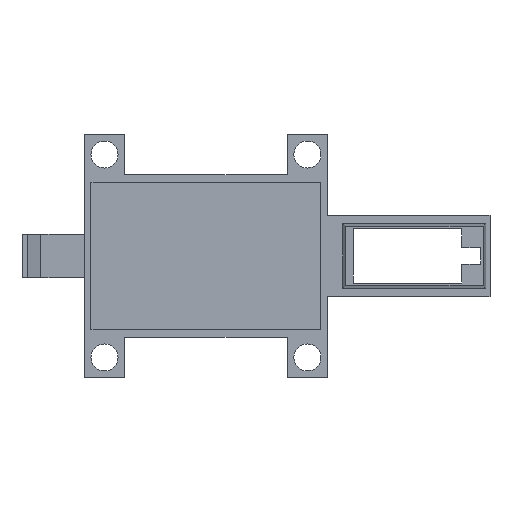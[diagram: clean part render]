
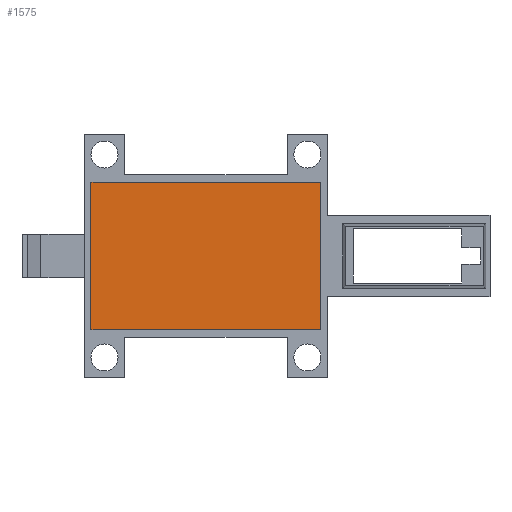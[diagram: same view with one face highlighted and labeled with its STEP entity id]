
A CAD part, left-side view. The second image highlights one B-rep face of the part: STEP entity #1575.
In plain terms, the highlighted planar face has unit normal (-1, 0, 0).
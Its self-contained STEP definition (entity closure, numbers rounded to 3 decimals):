
#1082 = VERTEX_POINT('',#1083);
#1083 = CARTESIAN_POINT('',(-1.,-10.218,-19.25));
#1089 = EDGE_CURVE('',#1082,#1090,#1092,.T.);
#1090 = VERTEX_POINT('',#1091);
#1091 = CARTESIAN_POINT('',(-1.,-95.218,-19.25));
#1092 = LINE('',#1093,#1094);
#1093 = CARTESIAN_POINT('',(-1.,-10.218,-19.25));
#1094 = VECTOR('',#1095,1.);
#1095 = DIRECTION('',(0.,-1.,0.));
#1113 = VERTEX_POINT('',#1114);
#1114 = CARTESIAN_POINT('',(-1.,-10.218,35.25));
#1120 = EDGE_CURVE('',#1113,#1082,#1121,.T.);
#1121 = LINE('',#1122,#1123);
#1122 = CARTESIAN_POINT('',(-1.,-10.218,35.25));
#1123 = VECTOR('',#1124,1.);
#1124 = DIRECTION('',(0.,0.,-1.));
#1137 = EDGE_CURVE('',#1090,#1138,#1140,.T.);
#1138 = VERTEX_POINT('',#1139);
#1139 = CARTESIAN_POINT('',(-1.,-95.218,35.25));
#1140 = LINE('',#1141,#1142);
#1141 = CARTESIAN_POINT('',(-1.,-95.218,-19.25));
#1142 = VECTOR('',#1143,1.);
#1143 = DIRECTION('',(0.,0.,1.));
#1161 = EDGE_CURVE('',#1138,#1113,#1162,.T.);
#1162 = LINE('',#1163,#1164);
#1163 = CARTESIAN_POINT('',(-1.,-95.218,35.25));
#1164 = VECTOR('',#1165,1.);
#1165 = DIRECTION('',(0.,1.,0.));
#1575 = ADVANCED_FACE('',(#1576),#1582,.F.);
#1576 = FACE_BOUND('',#1577,.T.);
#1577 = EDGE_LOOP('',(#1578,#1579,#1580,#1581));
#1578 = ORIENTED_EDGE('',*,*,#1089,.T.);
#1579 = ORIENTED_EDGE('',*,*,#1137,.T.);
#1580 = ORIENTED_EDGE('',*,*,#1161,.T.);
#1581 = ORIENTED_EDGE('',*,*,#1120,.T.);
#1582 = PLANE('',#1583);
#1583 = AXIS2_PLACEMENT_3D('',#1584,#1585,#1586);
#1584 = CARTESIAN_POINT('',(-1.,-52.718,8.));
#1585 = DIRECTION('',(1.,0.,0.));
#1586 = DIRECTION('',(0.,0.,1.));
